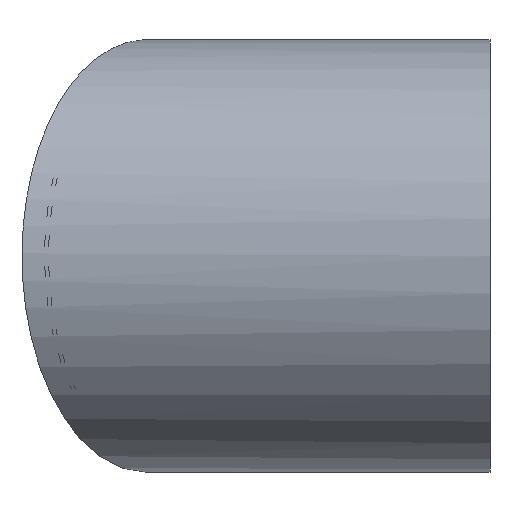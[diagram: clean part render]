
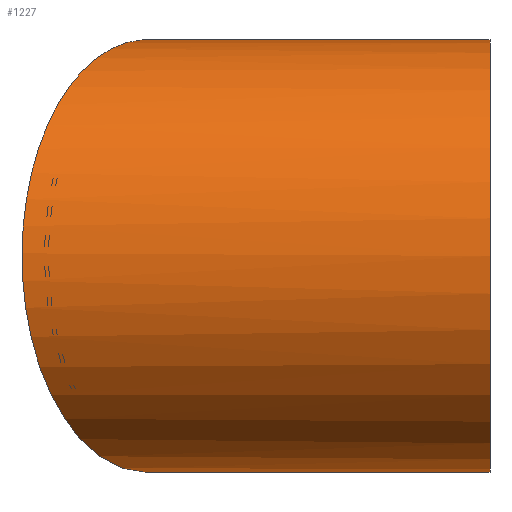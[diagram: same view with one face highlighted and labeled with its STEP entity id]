
A CAD part, left-side view. The second image highlights one B-rep face of the part: STEP entity #1227.
In plain terms, the highlighted cylindrical face has radius 200 mm (diameter 400 mm), a full revolution.
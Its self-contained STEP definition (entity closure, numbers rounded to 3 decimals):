
#1227 = ADVANCED_FACE( '', ( #3002, #3003 ), #3004, .T. );
#3002 = FACE_OUTER_BOUND( '', #5336, .T. );
#3003 = FACE_OUTER_BOUND( '', #5337, .T. );
#3004 = CYLINDRICAL_SURFACE( '', #5338, 200. );
#5336 = EDGE_LOOP( '', ( #9390 ) );
#5337 = EDGE_LOOP( '', ( #9391 ) );
#5338 = AXIS2_PLACEMENT_3D( '', #9392, #9393, #9394 );
#9390 = ORIENTED_EDGE( '', *, *, #14798, .T. );
#9391 = ORIENTED_EDGE( '', *, *, #14906, .F. );
#9392 = CARTESIAN_POINT( '', ( 0., 0., 0. ) );
#9393 = DIRECTION( '', ( 0., 1., 0. ) );
#9394 = DIRECTION( '', ( 0., 0., -1. ) );
#14798 = EDGE_CURVE( '', #18454, #18454, #18455, .F. );
#14906 = EDGE_CURVE( '', #18605, #18605, #18606, .T. );
#18454 = VERTEX_POINT( '', #23641 );
#18455 = ELLIPSE( '', #23642, 230.94, 200. );
#18605 = VERTEX_POINT( '', #23866 );
#18606 = CIRCLE( '', #23867, 200. );
#23641 = CARTESIAN_POINT( '', ( 200., 201.848, 0. ) );
#23642 = AXIS2_PLACEMENT_3D( '', #27100, #27101, #27102 );
#23866 = CARTESIAN_POINT( '', ( 0., 0., -200. ) );
#23867 = AXIS2_PLACEMENT_3D( '', #27177, #27178, #27179 );
#27100 = CARTESIAN_POINT( '', ( 0., 317.318, 0. ) );
#27101 = DIRECTION( '', ( 0.5, 0.866, 0. ) );
#27102 = DIRECTION( '', ( 0.866, -0.5, 0. ) );
#27177 = CARTESIAN_POINT( '', ( 0., 0., 0. ) );
#27178 = DIRECTION( '', ( 0., -1., 0. ) );
#27179 = DIRECTION( '', ( 0., 0., -1. ) );
